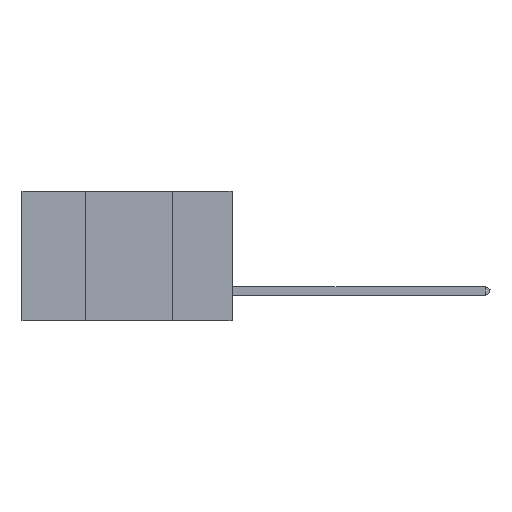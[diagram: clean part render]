
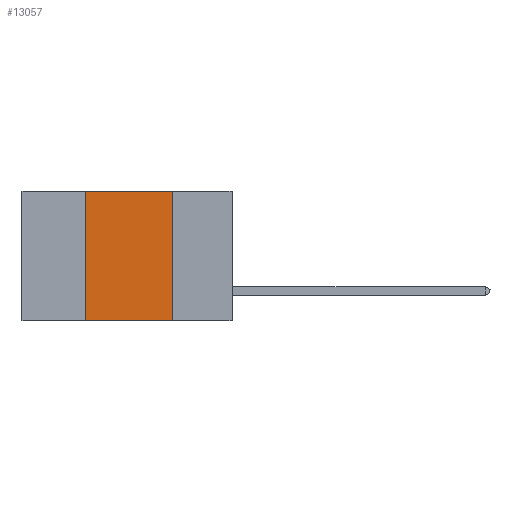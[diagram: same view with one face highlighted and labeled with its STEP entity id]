
A CAD part, left-side view. The second image highlights one B-rep face of the part: STEP entity #13057.
In plain terms, the highlighted planar face has unit normal (-1, 0, 0).
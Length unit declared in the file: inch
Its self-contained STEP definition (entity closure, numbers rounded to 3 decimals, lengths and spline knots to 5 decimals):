
#194 = VERTEX_POINT ( 'NONE', #22723 ) ;
#673 = DIRECTION ( 'NONE',  ( 0., -1., 0. ) ) ;
#1091 = ORIENTED_EDGE ( 'NONE', *, *, #23827, .T. ) ;
#1654 = AXIS2_PLACEMENT_3D ( 'NONE', #21722, #9444, #9529 ) ;
#2637 = ORIENTED_EDGE ( 'NONE', *, *, #13795, .F. ) ;
#2733 = ORIENTED_EDGE ( 'NONE', *, *, #14764, .F. ) ;
#3101 = CARTESIAN_POINT ( 'NONE',  ( 0., 0.17, 0. ) ) ;
#3223 = DIRECTION ( 'NONE',  ( 0., 0., -1. ) ) ;
#3716 = DIRECTION ( 'NONE',  ( 0., 0., 1. ) ) ;
#4512 = CARTESIAN_POINT ( 'NONE',  ( 0., 0.6, -0.37 ) ) ;
#5304 = PLANE ( 'NONE',  #1654 ) ;
#7757 = CARTESIAN_POINT ( 'NONE',  ( 0., 0.42, 0. ) ) ;
#8720 = CARTESIAN_POINT ( 'NONE',  ( 0., 0.6, 0. ) ) ;
#9444 = DIRECTION ( 'NONE',  ( 1., 0., 0. ) ) ;
#9516 = VECTOR ( 'NONE', #673, 39.37008 ) ;
#9529 = DIRECTION ( 'NONE',  ( 0., 0., -1. ) ) ;
#11657 = VECTOR ( 'NONE', #3716, 39.37008 ) ;
#12320 = LINE ( 'NONE', #23645, #19716 ) ;
#13057 = ADVANCED_FACE ( 'NONE', ( #23587 ), #5304, .F. ) ;
#13795 = EDGE_CURVE ( 'NONE', #24805, #17727, #12320, .T. ) ;
#13920 = VERTEX_POINT ( 'NONE', #7757 ) ;
#14515 = EDGE_CURVE ( 'NONE', #194, #13920, #19380, .T. ) ;
#14764 = EDGE_CURVE ( 'NONE', #13920, #24805, #16470, .T. ) ;
#15101 = DIRECTION ( 'NONE',  ( 0., -1., 0. ) ) ;
#16470 = LINE ( 'NONE', #8720, #19354 ) ;
#17727 = VERTEX_POINT ( 'NONE', #21957 ) ;
#17835 = LINE ( 'NONE', #4512, #9516 ) ;
#19354 = VECTOR ( 'NONE', #15101, 39.37008 ) ;
#19380 = LINE ( 'NONE', #26210, #11657 ) ;
#19716 = VECTOR ( 'NONE', #3223, 39.37008 ) ;
#21722 = CARTESIAN_POINT ( 'NONE',  ( 0., 0.6, 0. ) ) ;
#21957 = CARTESIAN_POINT ( 'NONE',  ( 0., 0.17, -0.37 ) ) ;
#22723 = CARTESIAN_POINT ( 'NONE',  ( 0., 0.42, -0.37 ) ) ;
#23309 = ORIENTED_EDGE ( 'NONE', *, *, #14515, .F. ) ;
#23587 = FACE_OUTER_BOUND ( 'NONE', #24919, .T. ) ;
#23645 = CARTESIAN_POINT ( 'NONE',  ( 0., 0.17, 0. ) ) ;
#23827 = EDGE_CURVE ( 'NONE', #194, #17727, #17835, .T. ) ;
#24805 = VERTEX_POINT ( 'NONE', #3101 ) ;
#24919 = EDGE_LOOP ( 'NONE', ( #2637, #2733, #23309, #1091 ) ) ;
#26210 = CARTESIAN_POINT ( 'NONE',  ( 0., 0.42, 0. ) ) ;
